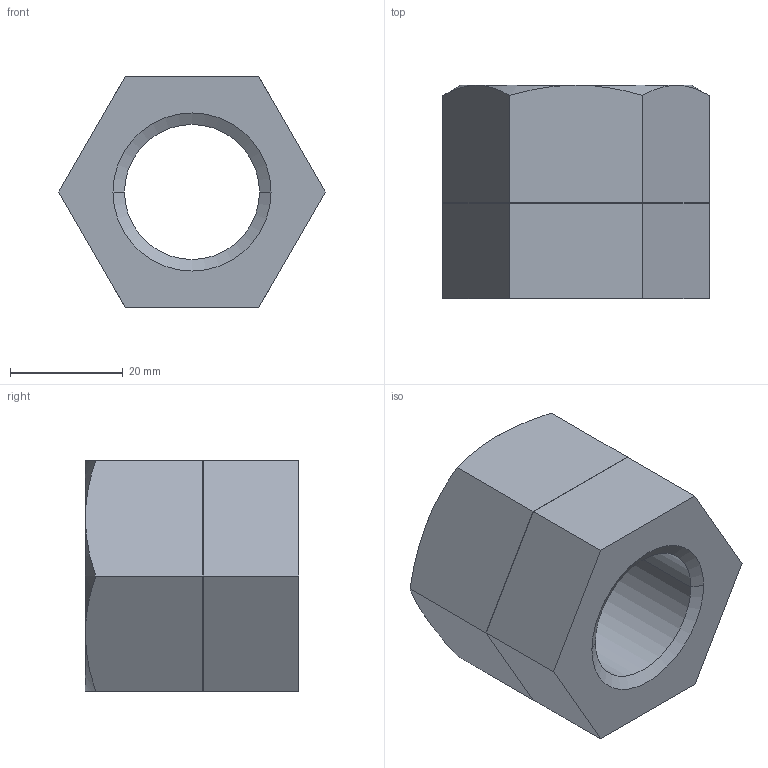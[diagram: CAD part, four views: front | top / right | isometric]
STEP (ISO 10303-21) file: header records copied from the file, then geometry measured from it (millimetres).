
FILE_DESCRIPTION((''),'2;1');
FILE_NAME('0RSTD027_____0','2019-10-29T14:00:58',('kim.bk'),(''),'CREO PARAMETRIC BY PTC INC, 2019010','CREO PARAMETRIC BY PTC INC, 2019010','');
FILE_SCHEMA(('CONFIG_CONTROL_DESIGN'));
Length unit declared in the file: millimetre
Products named in the file (1): 0RSTD027_____0
Bounding box: 47.34 x 37.9 x 41 mm (x, y, z)
Volume: 37632.2 mm3; surface area: 14060.7 mm2
Topology: 2 solids, 2 shells, 276 faces, 755 edges, 500 vertices
Faces by surface type: plane 258, cone 14, cylinder 4
Entity records: 8663 total; most frequent: CARTESIAN_POINT 1609, ORIENTED_EDGE 1510, DIRECTION 1321, EDGE_CURVE 755, VECTOR 717, LINE 717, VERTEX_POINT 500, AXIS2_PLACEMENT_3D 302
